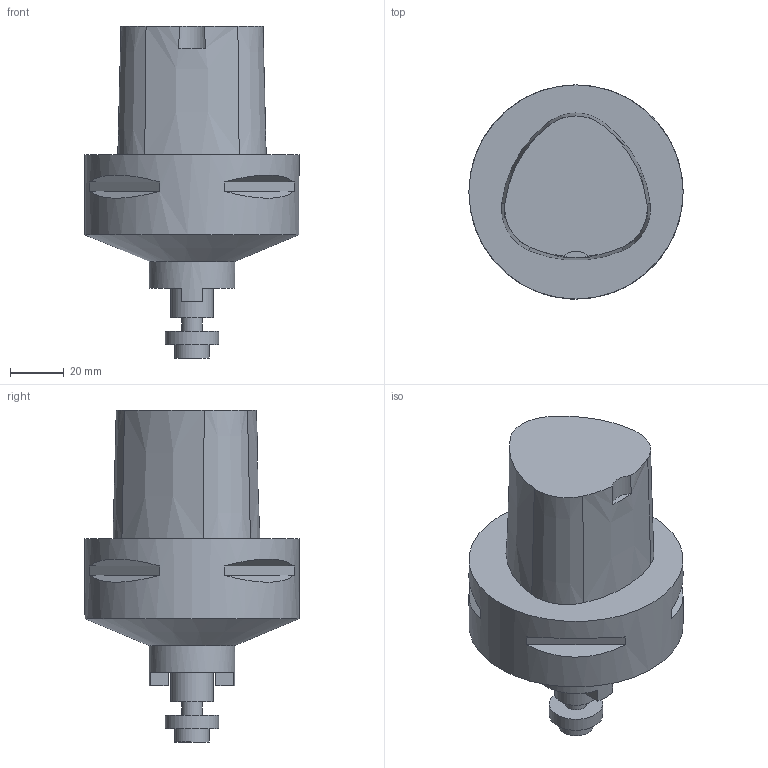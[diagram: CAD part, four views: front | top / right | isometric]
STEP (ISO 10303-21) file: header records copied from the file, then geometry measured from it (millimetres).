
FILE_DESCRIPTION(/* description */ ('3-D model version:1'),/* implementation_level */ '2;1');
FILE_NAME(/* name */ 'C8-391.05C-16050',/* time_stamp */ '2016-12-02T13:56:36',/* author */ ('InteractiveCad'),/* organization */ ('AB Sandvik Coromant'),/* preprocessor_version */ 'ST-DEVELOPER v11',/* originating_system */ 'SIEMENS UGS NX 6.0',/* authorization */ '');
FILE_SCHEMA(('AUTOMOTIVE_DESIGN'));
Length unit declared in the file: millimetre
Products named in the file (1): C8_391_05C_16050_SIM
Bounding box: 80 x 80 x 124 mm (x, y, z)
Volume: 295118.1 mm3; surface area: 29527.9 mm2
Topology: 1 solids, 1 shells, 49 faces, 114 edges, 76 vertices
Faces by surface type: plane 34, cylinder 8, cone 7
Full cylindrical faces by diameter (mm): 7.794 x1, 13 x1, 16 x1, 19.5 x1, 20 x1, 32 x1, 80 x1
Entity records: 1436 total; most frequent: DIRECTION 250, CARTESIAN_POINT 243, ORIENTED_EDGE 202, AXIS2_PLACEMENT_3D 102, EDGE_CURVE 101, VERTEX_POINT 71, EDGE_LOOP 66, ADVANCED_FACE 49
